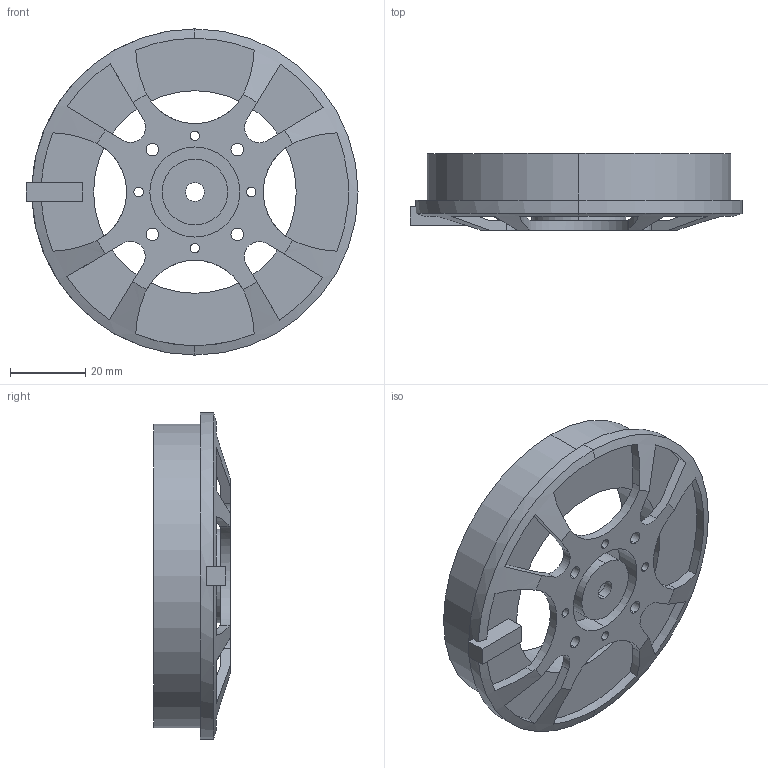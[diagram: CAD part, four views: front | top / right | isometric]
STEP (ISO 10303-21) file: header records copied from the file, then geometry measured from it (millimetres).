
FILE_DESCRIPTION (( 'STEP AP203' ), '1' );
FILE_NAME ('DYS-BLDC-86x10-BE8108-12-stator_Default_sldprt.STEP', '2016-11-29T01:06:58', ( 'Alexander' ), ( '' ), 'SwSTEP 2.0', 'SolidWorks 2015', '' );
FILE_SCHEMA (( 'CONFIG_CONTROL_DESIGN' ));
Length unit declared in the file: millimetre
Products named in the file (1): DYS-BLDC-86x10-BE8108-12-stator_Default_sldprt
Bounding box: 88.45 x 20.43 x 86.9 mm (x, y, z)
Volume: 49098.2 mm3; surface area: 21405.7 mm2
Topology: 1 solids, 1 shells, 95 faces, 287 edges, 185 vertices
Faces by surface type: cylinder 61, plane 23, cone 11
Entity records: 3489 total; most frequent: CARTESIAN_POINT 750, ORIENTED_EDGE 574, DIRECTION 562, EDGE_CURVE 287, AXIS2_PLACEMENT_3D 229, VERTEX_POINT 185, CIRCLE 133, EDGE_LOOP 120
